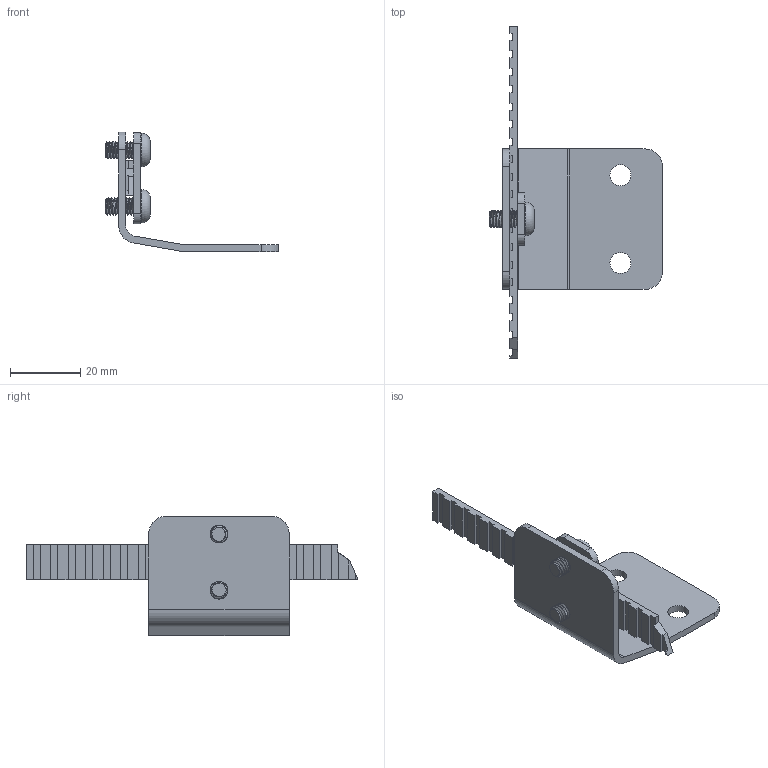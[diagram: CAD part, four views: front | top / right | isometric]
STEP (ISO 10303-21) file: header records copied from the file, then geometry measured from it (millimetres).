
FILE_DESCRIPTION(/* description */ (''),/* implementation_level */ '2;1');
FILE_NAME(/* name */ '10192.stp',/* time_stamp */ '2019-08-14T13:44:39+02:00',/* author */ ('DIDIERR'),/* organization */ (''),/* preprocessor_version */ 'ST-DEVELOPER v17.2',/* originating_system */ 'Autodesk Inventor 2019',/* authorisation */ '');
FILE_SCHEMA (('AUTOMOTIVE_DESIGN { 1 0 10303 214 3 1 1 }'));
Length unit declared in the file: millimetre
Products named in the file (5): 10170-A; Attache courroie crantée p1; 09188; 10172; 20636
Assembly tree (5 placements, depth 2):
  10170-A
    Attache courroie crantée p1
    09188  x2
    10172
    20636
Bounding box: 49.34 x 94.62 x 34.12 mm (x, y, z)
Volume: 8773.3 mm3; surface area: 10614.2 mm2
Topology: 5 solids, 5 shells, 176 faces, 496 edges, 332 vertices
Faces by surface type: plane 120, cylinder 46, bspline 4, cone 4, torus 2
Full cylindrical faces by diameter (mm): 4.134 x2, 5 x22, 6 x4, 9.5 x2
Entity records: 6310 total; most frequent: CARTESIAN_POINT 2258, ORIENTED_EDGE 836, DIRECTION 747, EDGE_CURVE 418, LINE 329, VECTOR 329, VERTEX_POINT 281, AXIS2_PLACEMENT_3D 209
